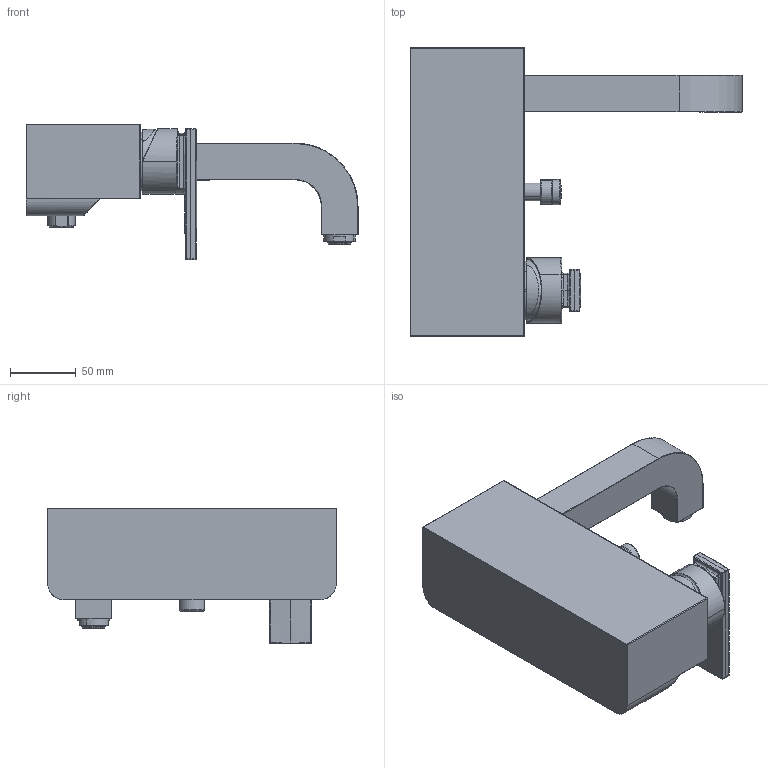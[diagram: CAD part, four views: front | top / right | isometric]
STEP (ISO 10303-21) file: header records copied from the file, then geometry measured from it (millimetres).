
FILE_DESCRIPTION(('CAx-IF Rec.Pracs.---Model Styling and Organization---1.2---2011-12-15','CAx-IF Rec.Pracs.---Geometric and Assembly Validation Properties---4.1---2014-06-16','CAx-IF Rec.Pracs.---PMI Polyline Presentation---2.0---2013-05-24'),'2;1');
FILE_NAME('1000121742_PPR_000.stp','2017-12-06T10:14:18+01:00',(''),(''),'STEP Interface 4.1 by CT CoreTechnologie','3D_Evolution4.1 by CT CoreTechnologie','');
FILE_SCHEMA(('AP203_CONFIGURATION_CONTROLLED_3D_DESIGN_OF_MECHANICAL_PARTS_AND_ASSEMBLIES_MIM_LF'));
Length unit declared in the file: millimetre
Products named in the file (16): P_2 AX Citterio Wannenmischer AP DN15 1000121742_PPR_000_A0; P_2 Grundkoerper WAPM Axor Citterio 1000121747_PPA_000_A0; Zyl-Schraube DIN 912-M6x10-A2 1000000085_PPA_000_A0; P_2 Rosette Rotating Protector WT 2001 1000084493_PPA_000_A0; Scheibe WAPM AX Citterio 1000065932_PPA_000_A0; P_2 Grundkoerper kurz 3L-WTA-WM Citterio 1000104939_PPA_000_A0; Gewindestift DIN 914-M6x6-A2 1000000140_PPA_000_A0; P_2 Mischergriff AX Citterio chrom 1000085012_PPA_000_A0; P_2 HG Griffstopfen 1000084524_PPA_000_A0; Sichthuelse Umsteller 1000000314_PPA_000_A0; P_2 Gehaueseunterteil UV24 1000115267_PPA_000_A0; P_2 Zugknopf_UV24 1000107433_PPA_000_A0; P_2 SR_STD_SC__M24x1-m 1000085259_PPR_000_A1; P_2 Strahlreglerhuelse M24x1 (R02) 1000085260_PPA_000_A1; SR_STD_SC_2,2gpm-air_gelb 1000063090_PPA_000_A0; Flachdichtung d15xD21,3 (EB-2,4) 1000029262_PPA_000_A1
Assembly tree (16 placements, depth 3):
  P_2 AX Citterio Wannenmischer AP DN15 1000121742_PPR_000_A0
    P_2 Grundkoerper WAPM Axor Citterio 1000121747_PPA_000_A0
    Zyl-Schraube DIN 912-M6x10-A2 1000000085_PPA_000_A0  x2
    P_2 Rosette Rotating Protector WT 2001 1000084493_PPA_000_A0
    Scheibe WAPM AX Citterio 1000065932_PPA_000_A0
    P_2 Grundkoerper kurz 3L-WTA-WM Citterio 1000104939_PPA_000_A0
    Gewindestift DIN 914-M6x6-A2 1000000140_PPA_000_A0
    P_2 Mischergriff AX Citterio chrom 1000085012_PPA_000_A0
    P_2 HG Griffstopfen 1000084524_PPA_000_A0
    Sichthuelse Umsteller 1000000314_PPA_000_A0
    P_2 Gehaueseunterteil UV24 1000115267_PPA_000_A0
    P_2 Zugknopf_UV24 1000107433_PPA_000_A0
    P_2 SR_STD_SC__M24x1-m 1000085259_PPR_000_A1
      P_2 Strahlreglerhuelse M24x1 (R02) 1000085260_PPA_000_A1
      SR_STD_SC_2,2gpm-air_gelb 1000063090_PPA_000_A0
      Flachdichtung d15xD21,3 (EB-2,4) 1000029262_PPA_000_A1
Bounding box: 253 x 220 x 103.47 mm (x, y, z)
Volume: 1495889.5 mm3; surface area: 139256.6 mm2
Topology: 15 solids, 16 shells, 1446 faces, 3844 edges, 2415 vertices
Faces by surface type: plane 593, cylinder 472, bspline 381
Entity records: 78092 total; most frequent: CARTESIAN_POINT 27177, ORIENTED_EDGE 7470, DIRECTION 7180, EDGE_CURVE 3735, AXIS2_PLACEMENT_3D 2615, VERTEX_POINT 2371, VECTOR 1950, LINE 1950
